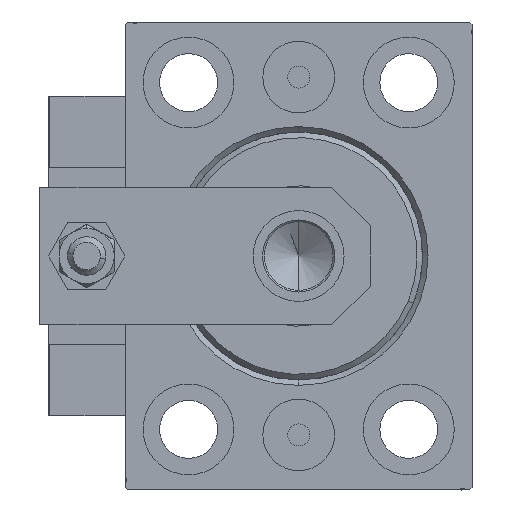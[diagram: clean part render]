
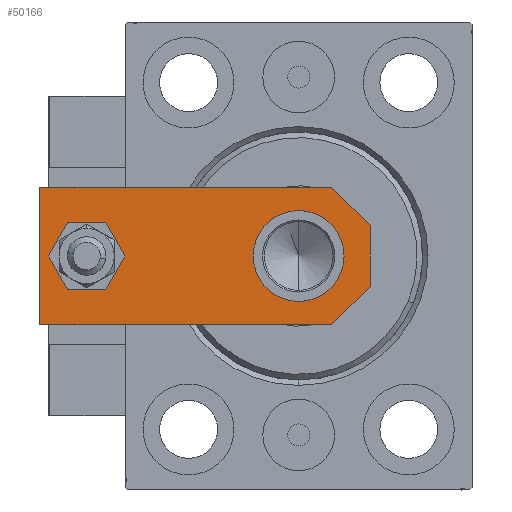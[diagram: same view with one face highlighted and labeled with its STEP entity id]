
A CAD part, left-side view. The second image highlights one B-rep face of the part: STEP entity #50166.
In plain terms, the highlighted face is planar.
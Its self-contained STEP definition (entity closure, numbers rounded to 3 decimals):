
#459 = DIRECTION ( 'NONE',  ( 0., -1., 0. ) ) ;
#2409 = CIRCLE ( 'NONE', #30242, 8.25 ) ;
#2428 = CARTESIAN_POINT ( 'NONE',  ( 8.25, 13., 6. ) ) ;
#3594 = ORIENTED_EDGE ( 'NONE', *, *, #9499, .F. ) ;
#4037 = EDGE_CURVE ( 'NONE', #8603, #33086, #45584, .T. ) ;
#4458 = DIRECTION ( 'NONE',  ( 0.707, 0.707, 0. ) ) ;
#4690 = CARTESIAN_POINT ( 'NONE',  ( -12.5, 60., 6. ) ) ;
#5586 = ORIENTED_EDGE ( 'NONE', *, *, #12288, .F. ) ;
#5690 = CARTESIAN_POINT ( 'NONE',  ( 12.5, 0., 6. ) ) ;
#5742 = CARTESIAN_POINT ( 'NONE',  ( 0., 51.5, 6. ) ) ;
#5744 = CARTESIAN_POINT ( 'NONE',  ( 4., 51.5, 6. ) ) ;
#5921 = EDGE_CURVE ( 'NONE', #46304, #20019, #25999, .T. ) ;
#6477 = DIRECTION ( 'NONE',  ( 1., 0., 0. ) ) ;
#6777 = ORIENTED_EDGE ( 'NONE', *, *, #7481, .T. ) ;
#7481 = EDGE_CURVE ( 'NONE', #17686, #44353, #36913, .T. ) ;
#7803 = LINE ( 'NONE', #50649, #27692 ) ;
#8281 = DIRECTION ( 'NONE',  ( 0., 0., 1. ) ) ;
#8603 = VERTEX_POINT ( 'NONE', #42315 ) ;
#8698 = DIRECTION ( 'NONE',  ( 0.707, -0.707, 0. ) ) ;
#8792 = ORIENTED_EDGE ( 'NONE', *, *, #4037, .F. ) ;
#9093 = ORIENTED_EDGE ( 'NONE', *, *, #32973, .T. ) ;
#9108 = LINE ( 'NONE', #39119, #17678 ) ;
#9499 = EDGE_CURVE ( 'NONE', #20019, #46304, #2409, .T. ) ;
#9652 = CARTESIAN_POINT ( 'NONE',  ( -8.25, 13., 6. ) ) ;
#9716 = VECTOR ( 'NONE', #8698, 1000. ) ;
#9798 = CARTESIAN_POINT ( 'NONE',  ( 5.5, 0., 6. ) ) ;
#10081 = VECTOR ( 'NONE', #20319, 1000. ) ;
#10704 = VECTOR ( 'NONE', #17522, 1000. ) ;
#11127 = AXIS2_PLACEMENT_3D ( 'NONE', #14421, #30316, #6477 ) ;
#11172 = VERTEX_POINT ( 'NONE', #43752 ) ;
#12288 = EDGE_CURVE ( 'NONE', #33086, #8603, #15601, .T. ) ;
#12548 = VERTEX_POINT ( 'NONE', #9798 ) ;
#12814 = CARTESIAN_POINT ( 'NONE',  ( -5.5, 0., 6. ) ) ;
#13950 = DIRECTION ( 'NONE',  ( 1., 0., 0. ) ) ;
#14313 = EDGE_LOOP ( 'NONE', ( #34946, #3594 ) ) ;
#14390 = VECTOR ( 'NONE', #459, 1000. ) ;
#14421 = CARTESIAN_POINT ( 'NONE',  ( 0., 0., 6. ) ) ;
#15454 = DIRECTION ( 'NONE',  ( 1., 0., 0. ) ) ;
#15601 = CIRCLE ( 'NONE', #19692, 4. ) ;
#16166 = AXIS2_PLACEMENT_3D ( 'NONE', #42639, #47229, #46974 ) ;
#16604 = EDGE_CURVE ( 'NONE', #28354, #24814, #21131, .T. ) ;
#17522 = DIRECTION ( 'NONE',  ( -1., 0., 0. ) ) ;
#17678 = VECTOR ( 'NONE', #23982, 1000. ) ;
#17686 = VERTEX_POINT ( 'NONE', #22327 ) ;
#19692 = AXIS2_PLACEMENT_3D ( 'NONE', #5742, #37032, #13950 ) ;
#20019 = VERTEX_POINT ( 'NONE', #2428 ) ;
#20064 = DIRECTION ( 'NONE',  ( 1., 0., 0. ) ) ;
#20319 = DIRECTION ( 'NONE',  ( 0., 1., 0. ) ) ;
#21099 = LINE ( 'NONE', #5690, #10081 ) ;
#21131 = LINE ( 'NONE', #33418, #10704 ) ;
#22327 = CARTESIAN_POINT ( 'NONE',  ( -12.5, 7., 6. ) ) ;
#23553 = ORIENTED_EDGE ( 'NONE', *, *, #16604, .T. ) ;
#23982 = DIRECTION ( 'NONE',  ( 1., 0., 0. ) ) ;
#24814 = VERTEX_POINT ( 'NONE', #4690 ) ;
#25581 = ORIENTED_EDGE ( 'NONE', *, *, #49008, .T. ) ;
#25999 = CIRCLE ( 'NONE', #16166, 8.25 ) ;
#26729 = FACE_BOUND ( 'NONE', #14313, .T. ) ;
#27667 = LINE ( 'NONE', #47396, #14390 ) ;
#27692 = VECTOR ( 'NONE', #4458, 1000. ) ;
#28354 = VERTEX_POINT ( 'NONE', #34798 ) ;
#29094 = EDGE_LOOP ( 'NONE', ( #35329, #6777, #25581, #9093, #48113, #23553 ) ) ;
#30242 = AXIS2_PLACEMENT_3D ( 'NONE', #46468, #38276, #15454 ) ;
#30316 = DIRECTION ( 'NONE',  ( 0., 0., 1. ) ) ;
#30804 = FACE_OUTER_BOUND ( 'NONE', #29094, .T. ) ;
#31868 = CARTESIAN_POINT ( 'NONE',  ( 0., 51.5, 6. ) ) ;
#32973 = EDGE_CURVE ( 'NONE', #12548, #11172, #7803, .T. ) ;
#33086 = VERTEX_POINT ( 'NONE', #5744 ) ;
#33418 = CARTESIAN_POINT ( 'NONE',  ( 12.5, 60., 6. ) ) ;
#34164 = PLANE ( 'NONE',  #11127 ) ;
#34798 = CARTESIAN_POINT ( 'NONE',  ( 12.5, 60., 6. ) ) ;
#34916 = AXIS2_PLACEMENT_3D ( 'NONE', #31868, #8281, #20064 ) ;
#34946 = ORIENTED_EDGE ( 'NONE', *, *, #5921, .F. ) ;
#35329 = ORIENTED_EDGE ( 'NONE', *, *, #49746, .T. ) ;
#36913 = LINE ( 'NONE', #43828, #9716 ) ;
#37032 = DIRECTION ( 'NONE',  ( 0., 0., 1. ) ) ;
#38276 = DIRECTION ( 'NONE',  ( 0., 0., 1. ) ) ;
#38760 = FACE_BOUND ( 'NONE', #42472, .T. ) ;
#39119 = CARTESIAN_POINT ( 'NONE',  ( -12.5, 0., 6. ) ) ;
#42315 = CARTESIAN_POINT ( 'NONE',  ( -4., 51.5, 6. ) ) ;
#42472 = EDGE_LOOP ( 'NONE', ( #8792, #5586 ) ) ;
#42639 = CARTESIAN_POINT ( 'NONE',  ( 0., 13., 6. ) ) ;
#43752 = CARTESIAN_POINT ( 'NONE',  ( 12.5, 7., 6. ) ) ;
#43828 = CARTESIAN_POINT ( 'NONE',  ( -2.75, -2.75, 6. ) ) ;
#43971 = EDGE_CURVE ( 'NONE', #11172, #28354, #21099, .T. ) ;
#44353 = VERTEX_POINT ( 'NONE', #12814 ) ;
#45584 = CIRCLE ( 'NONE', #34916, 4. ) ;
#46304 = VERTEX_POINT ( 'NONE', #9652 ) ;
#46468 = CARTESIAN_POINT ( 'NONE',  ( 0., 13., 6. ) ) ;
#46974 = DIRECTION ( 'NONE',  ( 1., 0., 0. ) ) ;
#47229 = DIRECTION ( 'NONE',  ( 0., 0., 1. ) ) ;
#47396 = CARTESIAN_POINT ( 'NONE',  ( -12.5, 60., 6. ) ) ;
#48113 = ORIENTED_EDGE ( 'NONE', *, *, #43971, .T. ) ;
#49008 = EDGE_CURVE ( 'NONE', #44353, #12548, #9108, .T. ) ;
#49746 = EDGE_CURVE ( 'NONE', #24814, #17686, #27667, .T. ) ;
#50166 = ADVANCED_FACE ( 'NONE', ( #38760, #30804, #26729 ), #34164, .T. ) ;
#50649 = CARTESIAN_POINT ( 'NONE',  ( 2.75, -2.75, 6. ) ) ;
